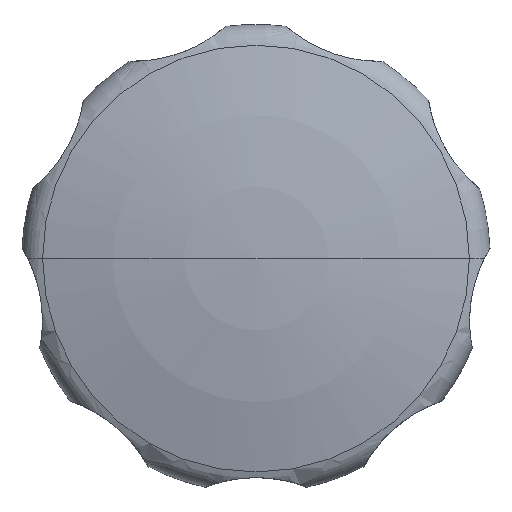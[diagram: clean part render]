
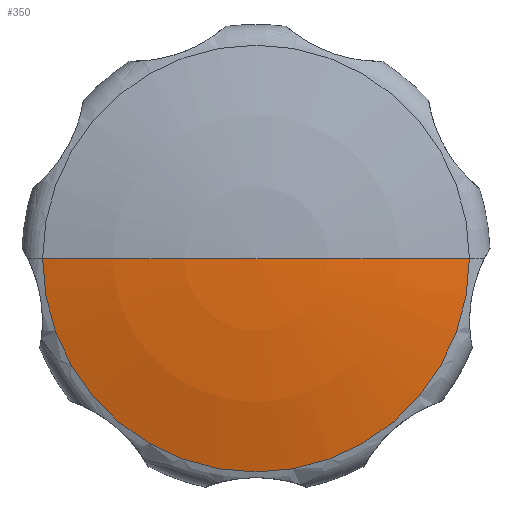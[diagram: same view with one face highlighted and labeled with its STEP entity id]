
A CAD part, top view. The second image highlights one B-rep face of the part: STEP entity #350.
In plain terms, the highlighted spherical face has radius 88.136 mm.
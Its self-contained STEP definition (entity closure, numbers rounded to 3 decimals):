
#350=ADVANCED_FACE('',(#772),#773,.T.);
#364=VERTEX_POINT('',#787);
#406=EDGE_CURVE('',#364,#472,#832,.T.);
#472=VERTEX_POINT('',#901);
#484=EDGE_CURVE('',#364,#546,#913,.T.);
#546=VERTEX_POINT('',#981);
#586=EDGE_CURVE('',#546,#472,#1023,.T.);
#772=FACE_OUTER_BOUND('',#1373,.T.);
#773=SPHERICAL_SURFACE('',#1374,88.136);
#787=CARTESIAN_POINT('',(-22.775,0.,51.006));
#832=CIRCLE('',#1601,22.775);
#901=CARTESIAN_POINT('',(22.775,0.,51.006));
#913=CIRCLE('',#1902,88.136);
#981=CARTESIAN_POINT('',(0.,0.,54.0));
#1023=CIRCLE('',#2093,88.136);
#1373=EDGE_LOOP('',(#2386,#2387,#2388));
#1374=AXIS2_PLACEMENT_3D('',#2389,#2390,#2391);
#1601=AXIS2_PLACEMENT_3D('',#2432,#2433,#2434);
#1902=AXIS2_PLACEMENT_3D('',#2490,#2491,#2492);
#2093=AXIS2_PLACEMENT_3D('',#2611,#2612,#2613);
#2386=ORIENTED_EDGE('',*,*,#484,.F.);
#2387=ORIENTED_EDGE('',*,*,#406,.T.);
#2388=ORIENTED_EDGE('',*,*,#586,.F.);
#2389=CARTESIAN_POINT('',(0.,0.,-34.136));
#2390=DIRECTION('',(0.,0.,1.0));
#2391=DIRECTION('',(-1.0,0.,0.0));
#2432=CARTESIAN_POINT('',(0.,0.,51.006));
#2433=DIRECTION('',(0.,0.,1.0));
#2434=DIRECTION('',(-1.0,0.,0.));
#2490=CARTESIAN_POINT('',(0.,0.,-34.136));
#2491=DIRECTION('',(0.,1.0,0.));
#2492=DIRECTION('',(0.0,0.,-1.0));
#2611=CARTESIAN_POINT('',(0.,0.,-34.136));
#2612=DIRECTION('',(0.,1.0,0.));
#2613=DIRECTION('',(0.0,0.,-1.0));
